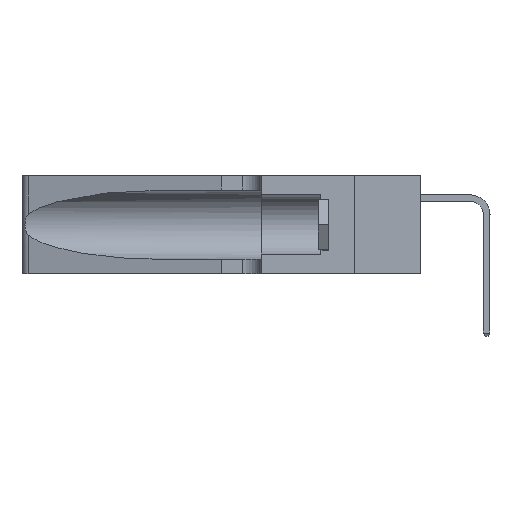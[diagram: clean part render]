
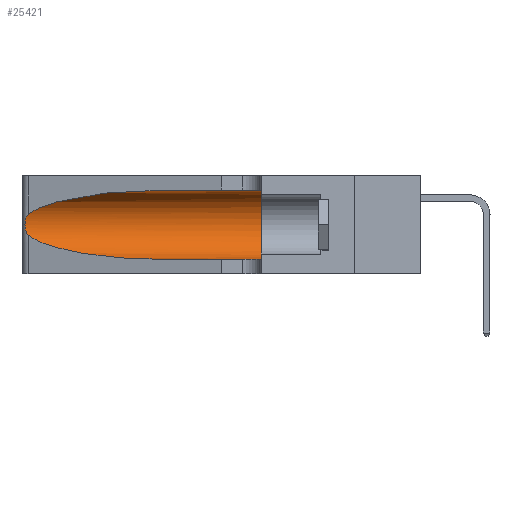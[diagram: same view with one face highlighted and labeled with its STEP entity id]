
A CAD part, left-side view. The second image highlights one B-rep face of the part: STEP entity #25421.
In plain terms, the highlighted cylindrical face has radius 3.308 mm (diameter 6.617 mm), a partial arc.
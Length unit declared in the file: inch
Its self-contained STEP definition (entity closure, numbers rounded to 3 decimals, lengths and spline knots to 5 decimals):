
#1407 = CARTESIAN_POINT ( 'NONE',  ( 0.25487, 1.22718, 0.14631 ) ) ;
#1476 = CARTESIAN_POINT ( 'NONE',  ( 0.25639, 1.23184, 0.21858 ) ) ;
#2683 = LINE ( 'NONE', #5483, #13517 ) ;
#3904 = CYLINDRICAL_SURFACE ( 'NONE', #45173, 0.13025 ) ;
#4177 = EDGE_CURVE ( 'NONE', #26849, #11441, #33460, .T. ) ;
#5483 = CARTESIAN_POINT ( 'NONE',  ( 0.1305, 1.61858, 0.05475 ) ) ;
#5566 = CARTESIAN_POINT ( 'NONE',  ( 0.25854, 1.2359, 0.20912 ) ) ;
#7658 = CARTESIAN_POINT ( 'NONE',  ( 0.1305, 0.35, 0.185 ) ) ;
#8446 = VERTEX_POINT ( 'NONE', #38639 ) ;
#9672 = CARTESIAN_POINT ( 'NONE',  ( 0.26075, 1.23896, 0.19203 ) ) ;
#10815 = VERTEX_POINT ( 'NONE', #32206 ) ;
#10907 = CARTESIAN_POINT ( 'NONE',  ( 0.1305, 1.61858, 0.31525 ) ) ;
#11441 = VERTEX_POINT ( 'NONE', #23749 ) ;
#11757 = DIRECTION ( 'NONE',  ( 0., 0., 1. ) ) ;
#13218 = ORIENTED_EDGE ( 'NONE', *, *, #48253, .F. ) ;
#13517 = VECTOR ( 'NONE', #25804, 39.37008 ) ;
#13752 = CARTESIAN_POINT ( 'NONE',  ( 0.26017, 1.23833, 0.17102 ) ) ;
#14299 = ORIENTED_EDGE ( 'NONE', *, *, #4177, .T. ) ;
#15856 = EDGE_CURVE ( 'NONE', #10815, #8446, #52125, .T. ) ;
#17685 = ORIENTED_EDGE ( 'NONE', *, *, #23585, .T. ) ;
#17850 = CARTESIAN_POINT ( 'NONE',  ( 0.25789, 1.23486, 0.15765 ) ) ;
#19251 = CARTESIAN_POINT ( 'NONE',  ( 0.1305, 0.72297, 0.31525 ) ) ;
#19577 = CARTESIAN_POINT ( 'NONE',  ( 0.1305, 0.35, 0.31525 ) ) ;
#21959 = CARTESIAN_POINT ( 'NONE',  ( 0.25555, 1.22993, 0.14849 ) ) ;
#23585 = EDGE_CURVE ( 'NONE', #8446, #26849, #46682, .T. ) ;
#23712 = CARTESIAN_POINT ( 'NONE',  ( 0.18966, 0.96281, 0.05475 ) ) ;
#23749 = CARTESIAN_POINT ( 'NONE',  ( 0.1305, 0.72297, 0.05475 ) ) ;
#23856 = ORIENTED_EDGE ( 'NONE', *, *, #25027, .T. ) ;
#24091 = ORIENTED_EDGE ( 'NONE', *, *, #15856, .T. ) ;
#25027 = EDGE_CURVE ( 'NONE', #11441, #33550, #2683, .T. ) ;
#25222 = VERTEX_POINT ( 'NONE', #19577 ) ;
#25421 = ADVANCED_FACE ( 'NONE', ( #25588 ), #3904, .F. ) ;
#25588 = FACE_OUTER_BOUND ( 'NONE', #49553, .T. ) ;
#25804 = DIRECTION ( 'NONE',  ( 0., -1., 0. ) ) ;
#26296 = LINE ( 'NONE', #10907, #36956 ) ;
#26516 = EDGE_CURVE ( 'NONE', #25222, #33550, #51222, .T. ) ;
#26849 = VERTEX_POINT ( 'NONE', #1407 ) ;
#27094 = DIRECTION ( 'NONE',  ( 0., -1., 0. ) ) ;
#27416 = CARTESIAN_POINT ( 'NONE',  ( 0.25487, 1.22718, 0.22369 ) ) ;
#27754 = CARTESIAN_POINT ( 'NONE',  ( 0.1305, 0.72297, 0.05475 ) ) ;
#28391 = ORIENTED_EDGE ( 'NONE', *, *, #26516, .F. ) ;
#28729 = CARTESIAN_POINT ( 'NONE',  ( 0.1305, 1.61858, 0.185 ) ) ;
#29884 = CARTESIAN_POINT ( 'NONE',  ( 0.25787, 1.23484, 0.2124 ) ) ;
#32206 = CARTESIAN_POINT ( 'NONE',  ( 0.1305, 0.72297, 0.31525 ) ) ;
#32763 = DIRECTION ( 'NONE',  ( 0., 0., -1. ) ) ;
#33072 = AXIS2_PLACEMENT_3D ( 'NONE', #7658, #36039, #11757 ) ;
#33460 =( BOUNDED_CURVE ( )  B_SPLINE_CURVE ( 3, ( #51782, #47776, #23712, #27754 ),
 .UNSPECIFIED., .F., .F. ) 
 B_SPLINE_CURVE_WITH_KNOTS ( ( 4, 4 ),
 ( 3.44316, 4.71239 ),
 .UNSPECIFIED. ) 
 CURVE ( )  GEOMETRIC_REPRESENTATION_ITEM ( )  RATIONAL_B_SPLINE_CURVE ( ( 1., 0.87, 0.87, 1. ) ) 
 REPRESENTATION_ITEM ( '' )  );
#33550 = VERTEX_POINT ( 'NONE', #48282 ) ;
#33937 = CARTESIAN_POINT ( 'NONE',  ( 0.26018, 1.23835, 0.19895 ) ) ;
#36039 = DIRECTION ( 'NONE',  ( 0., 1., 0. ) ) ;
#36956 = VECTOR ( 'NONE', #27094, 39.37008 ) ;
#38001 = CARTESIAN_POINT ( 'NONE',  ( 0.26075, 1.23896, 0.178 ) ) ;
#38639 = CARTESIAN_POINT ( 'NONE',  ( 0.25487, 1.22718, 0.22369 ) ) ;
#39370 = CARTESIAN_POINT ( 'NONE',  ( 0.18966, 0.96281, 0.31525 ) ) ;
#40869 = DIRECTION ( 'NONE',  ( 0., -1., 0. ) ) ;
#42045 = CARTESIAN_POINT ( 'NONE',  ( 0.25856, 1.23593, 0.16098 ) ) ;
#45173 = AXIS2_PLACEMENT_3D ( 'NONE', #28729, #40869, #32763 ) ;
#45882 = CARTESIAN_POINT ( 'NONE',  ( 0.25555, 1.22994, 0.2215 ) ) ;
#46056 = CARTESIAN_POINT ( 'NONE',  ( 0.25639, 1.23186, 0.15144 ) ) ;
#46682 = B_SPLINE_CURVE_WITH_KNOTS ( 'NONE', 3,
 ( #49918, #45882, #1476, #29884, #5566, #33937, #9672, #38001, #13752, #42045, #17850, #46056, #21959, #50084 ),
 .UNSPECIFIED., .F., .F.,
 ( 4, 2, 2, 2, 2, 2, 4 ),
 ( 0., 0.00027, 0.00053, 0.00107, 0.0016, 0.00187, 0.00214 ),
 .UNSPECIFIED. ) ;
#47776 = CARTESIAN_POINT ( 'NONE',  ( 0.2373, 1.15595, 0.08982 ) ) ;
#48253 = EDGE_CURVE ( 'NONE', #10815, #25222, #26296, .T. ) ;
#48282 = CARTESIAN_POINT ( 'NONE',  ( 0.1305, 0.35, 0.05475 ) ) ;
#49553 = EDGE_LOOP ( 'NONE', ( #24091, #17685, #14299, #23856, #28391, #13218 ) ) ;
#49918 = CARTESIAN_POINT ( 'NONE',  ( 0.25487, 1.22718, 0.22369 ) ) ;
#50084 = CARTESIAN_POINT ( 'NONE',  ( 0.25487, 1.22718, 0.14631 ) ) ;
#51222 = CIRCLE ( 'NONE', #33072, 0.13025 ) ;
#51428 = CARTESIAN_POINT ( 'NONE',  ( 0.2373, 1.15595, 0.28018 ) ) ;
#51782 = CARTESIAN_POINT ( 'NONE',  ( 0.25487, 1.22718, 0.14631 ) ) ;
#52125 =( BOUNDED_CURVE ( )  B_SPLINE_CURVE ( 3, ( #19251, #39370, #51428, #27416 ),
 .UNSPECIFIED., .F., .T. ) 
 B_SPLINE_CURVE_WITH_KNOTS ( ( 4, 4 ),
 ( 1.5708, 2.84003 ),
 .UNSPECIFIED. ) 
 CURVE ( )  GEOMETRIC_REPRESENTATION_ITEM ( )  RATIONAL_B_SPLINE_CURVE ( ( 1., 0.87, 0.87, 1. ) ) 
 REPRESENTATION_ITEM ( '' )  );
